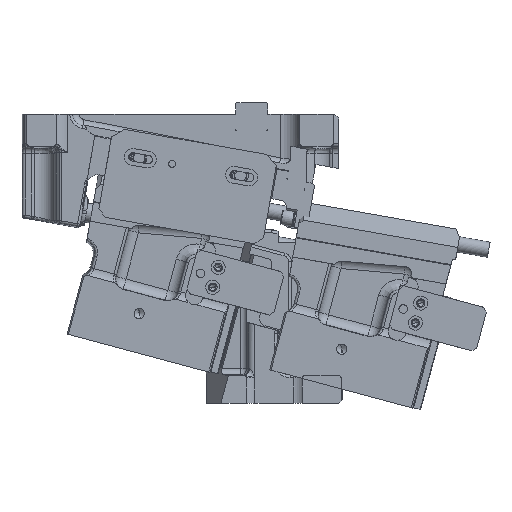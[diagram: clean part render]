
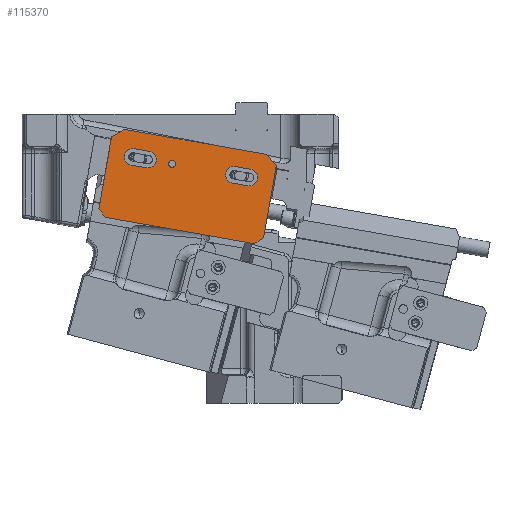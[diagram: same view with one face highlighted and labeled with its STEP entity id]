
A CAD part, front view. The second image highlights one B-rep face of the part: STEP entity #115370.
In plain terms, the highlighted planar face has unit normal (0, -1, 0).
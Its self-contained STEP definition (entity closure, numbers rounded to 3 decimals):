
#114384=AXIS2_PLACEMENT_3D('Circle Axis2P3D',#114382,#114383,$) ;
#114410=AXIS2_PLACEMENT_3D('Circle Axis2P3D',#114408,#114409,$) ;
#114839=AXIS2_PLACEMENT_3D('Circle Axis2P3D',#114837,#114838,$) ;
#114892=AXIS2_PLACEMENT_3D('Circle Axis2P3D',#114890,#114891,$) ;
#114958=AXIS2_PLACEMENT_3D('Circle Axis2P3D',#114956,#114957,$) ;
#115006=AXIS2_PLACEMENT_3D('Circle Axis2P3D',#115004,#115005,$) ;
#115342=AXIS2_PLACEMENT_3D('Plane Axis2P3D',#115339,#115340,#115341) ;
#114377=CARTESIAN_POINT('Vertex',(23.44,-82.5,118.041)) ;
#114382=CARTESIAN_POINT('Axis2P3D Location',(25.588,-82.5,116.324)) ;
#114386=CARTESIAN_POINT('Vertex',(27.736,-82.5,114.606)) ;
#114408=CARTESIAN_POINT('Axis2P3D Location',(25.588,-82.5,116.324)) ;
#114546=CARTESIAN_POINT('Vertex',(106.534,-82.5,114.691)) ;
#114551=CARTESIAN_POINT('Line Origine',(101.633,-82.5,86.896)) ;
#114555=CARTESIAN_POINT('Vertex',(96.732,-82.5,59.1)) ;
#114715=CARTESIAN_POINT('Vertex',(89.782,-82.5,54.234)) ;
#114718=CARTESIAN_POINT('Line Origine',(93.257,-82.5,56.667)) ;
#114739=CARTESIAN_POINT('Vertex',(98.982,-82.5,123.691)) ;
#114742=CARTESIAN_POINT('Line Origine',(102.758,-82.5,119.191)) ;
#114759=CARTESIAN_POINT('Line Origine',(43.833,-82.5,133.415)) ;
#114763=CARTESIAN_POINT('Vertex',(-11.316,-82.5,143.14)) ;
#114783=CARTESIAN_POINT('Line Origine',(78.624,-82.5,100.372)) ;
#114787=CARTESIAN_POINT('Vertex',(72.715,-82.5,101.414)) ;
#114789=CARTESIAN_POINT('Vertex',(84.533,-82.5,99.33)) ;
#114834=CARTESIAN_POINT('Vertex',(74.972,-82.5,114.216)) ;
#114837=CARTESIAN_POINT('Axis2P3D Location',(73.844,-82.5,107.815)) ;
#114854=CARTESIAN_POINT('Line Origine',(80.881,-82.5,113.174)) ;
#114858=CARTESIAN_POINT('Vertex',(86.79,-82.5,112.133)) ;
#114890=CARTESIAN_POINT('Axis2P3D Location',(85.661,-82.5,105.731)) ;
#114902=CARTESIAN_POINT('Line Origine',(-0.161,-82.5,114.264)) ;
#114906=CARTESIAN_POINT('Vertex',(-6.07,-82.5,115.306)) ;
#114908=CARTESIAN_POINT('Vertex',(5.748,-82.5,113.222)) ;
#114953=CARTESIAN_POINT('Vertex',(-3.812,-82.5,128.108)) ;
#114956=CARTESIAN_POINT('Axis2P3D Location',(-4.941,-82.5,121.707)) ;
#114968=CARTESIAN_POINT('Line Origine',(2.097,-82.5,127.066)) ;
#114972=CARTESIAN_POINT('Vertex',(8.006,-82.5,126.024)) ;
#115004=CARTESIAN_POINT('Axis2P3D Location',(6.877,-82.5,119.623)) ;
#115108=CARTESIAN_POINT('Line Origine',(-28.859,-82.5,78.199)) ;
#115112=CARTESIAN_POINT('Vertex',(-31.293,-82.5,81.675)) ;
#115114=CARTESIAN_POINT('Vertex',(-26.426,-82.5,74.724)) ;
#115139=CARTESIAN_POINT('Line Origine',(31.678,-82.5,64.479)) ;
#115160=CARTESIAN_POINT('Vertex',(-21.491,-82.5,137.265)) ;
#115163=CARTESIAN_POINT('Line Origine',(-16.403,-82.5,140.202)) ;
#115323=CARTESIAN_POINT('Line Origine',(-26.392,-82.5,109.47)) ;
#115339=CARTESIAN_POINT('Axis2P3D Location',(31.678,-82.5,64.479)) ;
#114383=DIRECTION('Axis2P3D Direction',(0.,1.,0.)) ;
#114409=DIRECTION('Axis2P3D Direction',(0.,1.,0.)) ;
#114552=DIRECTION('Vector Direction',(0.174,0.,0.985)) ;
#114719=DIRECTION('Vector Direction',(0.819,0.,0.574)) ;
#114743=DIRECTION('Vector Direction',(0.643,0.,-0.766)) ;
#114760=DIRECTION('Vector Direction',(-0.985,0.,0.174)) ;
#114784=DIRECTION('Vector Direction',(0.985,0.,-0.174)) ;
#114838=DIRECTION('Axis2P3D Direction',(0.,1.,-0.)) ;
#114855=DIRECTION('Vector Direction',(-0.985,0.,0.174)) ;
#114891=DIRECTION('Axis2P3D Direction',(0.,1.,-0.)) ;
#114903=DIRECTION('Vector Direction',(0.985,0.,-0.174)) ;
#114957=DIRECTION('Axis2P3D Direction',(0.,1.,-0.)) ;
#114969=DIRECTION('Vector Direction',(-0.985,0.,0.174)) ;
#115005=DIRECTION('Axis2P3D Direction',(0.,1.,-0.)) ;
#115109=DIRECTION('Vector Direction',(-0.574,0.,0.819)) ;
#115140=DIRECTION('Vector Direction',(-0.985,0.,0.174)) ;
#115164=DIRECTION('Vector Direction',(-0.866,0.,-0.5)) ;
#115324=DIRECTION('Vector Direction',(0.174,0.,0.985)) ;
#115340=DIRECTION('Axis2P3D Direction',(0.,-1.,0.)) ;
#115341=DIRECTION('Axis2P3D XDirection',(0.174,0.,0.985)) ;
#114553=VECTOR('Line Direction',#114552,1.) ;
#114720=VECTOR('Line Direction',#114719,1.) ;
#114744=VECTOR('Line Direction',#114743,1.) ;
#114761=VECTOR('Line Direction',#114760,1.) ;
#114785=VECTOR('Line Direction',#114784,1.) ;
#114856=VECTOR('Line Direction',#114855,1.) ;
#114904=VECTOR('Line Direction',#114903,1.) ;
#114970=VECTOR('Line Direction',#114969,1.) ;
#115110=VECTOR('Line Direction',#115109,1.) ;
#115141=VECTOR('Line Direction',#115140,1.) ;
#115165=VECTOR('Line Direction',#115164,1.) ;
#115325=VECTOR('Line Direction',#115324,1.) ;
#115345=ORIENTED_EDGE('',*,*,#115327,.F.) ;
#115346=ORIENTED_EDGE('',*,*,#115116,.T.) ;
#115347=ORIENTED_EDGE('',*,*,#115143,.F.) ;
#115348=ORIENTED_EDGE('',*,*,#114722,.T.) ;
#115349=ORIENTED_EDGE('',*,*,#114557,.T.) ;
#115350=ORIENTED_EDGE('',*,*,#114746,.T.) ;
#115351=ORIENTED_EDGE('',*,*,#114765,.T.) ;
#115352=ORIENTED_EDGE('',*,*,#115167,.T.) ;
#115355=ORIENTED_EDGE('',*,*,#114412,.F.) ;
#115356=ORIENTED_EDGE('',*,*,#114388,.F.) ;
#115359=ORIENTED_EDGE('',*,*,#114791,.F.) ;
#115360=ORIENTED_EDGE('',*,*,#114841,.F.) ;
#115361=ORIENTED_EDGE('',*,*,#114860,.F.) ;
#115362=ORIENTED_EDGE('',*,*,#114894,.F.) ;
#115365=ORIENTED_EDGE('',*,*,#114910,.F.) ;
#115366=ORIENTED_EDGE('',*,*,#114960,.F.) ;
#115367=ORIENTED_EDGE('',*,*,#114974,.F.) ;
#115368=ORIENTED_EDGE('',*,*,#115008,.F.) ;
#115357=FACE_BOUND('',#115354,.T.) ;
#115363=FACE_BOUND('',#115358,.T.) ;
#115369=FACE_BOUND('',#115364,.T.) ;
#115370=ADVANCED_FACE('FIXING_SPACE_CAM_BASE',(#115353,#115357,#115363,#115369),#115343,.T.) ;
#114385=CIRCLE('generated circle',#114384,2.75) ;
#114411=CIRCLE('generated circle',#114410,2.75) ;
#114840=CIRCLE('generated circle',#114839,6.5) ;
#114893=CIRCLE('generated circle',#114892,6.5) ;
#114959=CIRCLE('generated circle',#114958,6.5) ;
#115007=CIRCLE('generated circle',#115006,6.5) ;
#114388=EDGE_CURVE('',#114378,#114387,#114385,.F.) ;
#114412=EDGE_CURVE('',#114387,#114378,#114411,.F.) ;
#114557=EDGE_CURVE('',#114556,#114547,#114554,.T.) ;
#114722=EDGE_CURVE('',#114716,#114556,#114721,.T.) ;
#114746=EDGE_CURVE('',#114547,#114740,#114745,.F.) ;
#114765=EDGE_CURVE('',#114740,#114764,#114762,.T.) ;
#114791=EDGE_CURVE('',#114788,#114790,#114786,.T.) ;
#114841=EDGE_CURVE('',#114835,#114788,#114840,.F.) ;
#114860=EDGE_CURVE('',#114859,#114835,#114857,.T.) ;
#114894=EDGE_CURVE('',#114790,#114859,#114893,.F.) ;
#114910=EDGE_CURVE('',#114907,#114909,#114905,.T.) ;
#114960=EDGE_CURVE('',#114954,#114907,#114959,.F.) ;
#114974=EDGE_CURVE('',#114973,#114954,#114971,.T.) ;
#115008=EDGE_CURVE('',#114909,#114973,#115007,.F.) ;
#115116=EDGE_CURVE('',#115113,#115115,#115111,.F.) ;
#115143=EDGE_CURVE('',#114716,#115115,#115142,.T.) ;
#115167=EDGE_CURVE('',#114764,#115161,#115166,.T.) ;
#115327=EDGE_CURVE('',#115113,#115161,#115326,.T.) ;
#115344=EDGE_LOOP('',(#115345,#115346,#115347,#115348,#115349,#115350,#115351,#115352)) ;
#115354=EDGE_LOOP('',(#115355,#115356)) ;
#115358=EDGE_LOOP('',(#115359,#115360,#115361,#115362)) ;
#115364=EDGE_LOOP('',(#115365,#115366,#115367,#115368)) ;
#115353=FACE_OUTER_BOUND('',#115344,.T.) ;
#114554=LINE('Line',#114551,#114553) ;
#114721=LINE('Line',#114718,#114720) ;
#114745=LINE('Line',#114742,#114744) ;
#114762=LINE('Line',#114759,#114761) ;
#114786=LINE('Line',#114783,#114785) ;
#114857=LINE('Line',#114854,#114856) ;
#114905=LINE('Line',#114902,#114904) ;
#114971=LINE('Line',#114968,#114970) ;
#115111=LINE('Line',#115108,#115110) ;
#115142=LINE('Line',#115139,#115141) ;
#115166=LINE('Line',#115163,#115165) ;
#115326=LINE('Line',#115323,#115325) ;
#115343=PLANE('',#115342) ;
#114378=VERTEX_POINT('',#114377) ;
#114387=VERTEX_POINT('',#114386) ;
#114547=VERTEX_POINT('',#114546) ;
#114556=VERTEX_POINT('',#114555) ;
#114716=VERTEX_POINT('',#114715) ;
#114740=VERTEX_POINT('',#114739) ;
#114764=VERTEX_POINT('',#114763) ;
#114788=VERTEX_POINT('',#114787) ;
#114790=VERTEX_POINT('',#114789) ;
#114835=VERTEX_POINT('',#114834) ;
#114859=VERTEX_POINT('',#114858) ;
#114907=VERTEX_POINT('',#114906) ;
#114909=VERTEX_POINT('',#114908) ;
#114954=VERTEX_POINT('',#114953) ;
#114973=VERTEX_POINT('',#114972) ;
#115113=VERTEX_POINT('',#115112) ;
#115115=VERTEX_POINT('',#115114) ;
#115161=VERTEX_POINT('',#115160) ;
